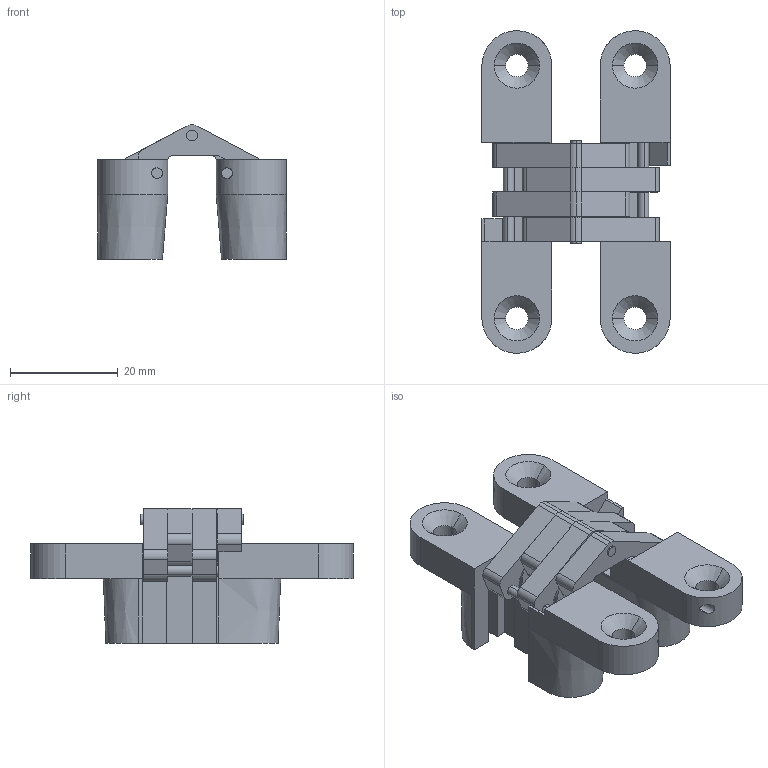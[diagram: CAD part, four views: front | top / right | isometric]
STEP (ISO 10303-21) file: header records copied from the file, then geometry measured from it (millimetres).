
FILE_DESCRIPTION (( 'STEP AP203' ), '1' );
FILE_NAME ('B-16-1_.STEP', '2007-03-03T05:14:34', ( ' ' ), ( ' ' ), 'SwSTEP 2.0', 'SolidWorks 2006104', '' );
FILE_SCHEMA (( 'CONFIG_CONTROL_DESIGN' ));
Length unit declared in the file: millimetre
Products named in the file (6): B-16-1_; B-16-1娃敖_岞_棉太倌; B-16-1可動ピン_公_ﾃﾞﾌｫﾙﾄ; B-16-1儕儞僋傾乕儉_岞_棉太倌; B-16-1僙儞僞乕僺儞_岞_棉太倌; B-16-1儘儞僌僺儞_岞_棉太倌
Assembly tree (11 placements, depth 2):
  B-16-1_
    B-16-1可動ピン_公_ﾃﾞﾌｫﾙﾄ  x2
    B-16-1娃敖_岞_棉太倌  x2
    B-16-1僙儞僞乕僺儞_岞_棉太倌
    B-16-1儕儞僋傾乕儉_岞_棉太倌  x4
    B-16-1儘儞僌僺儞_岞_棉太倌  x2
Bounding box: 35 x 60 x 25 mm (x, y, z)
Volume: 14952 mm3; surface area: 11668.4 mm2
Topology: 11 solids, 11 shells, 220 faces, 580 edges, 382 vertices
Faces by surface type: plane 112, cylinder 94, cone 8, bspline 6
Entity records: 3914 total; most frequent: CARTESIAN_POINT 853, DIRECTION 490, ORIENTED_EDGE 460, EDGE_CURVE 230, AXIS2_PLACEMENT_3D 170, VERTEX_POINT 151, VECTOR 150, LINE 150
